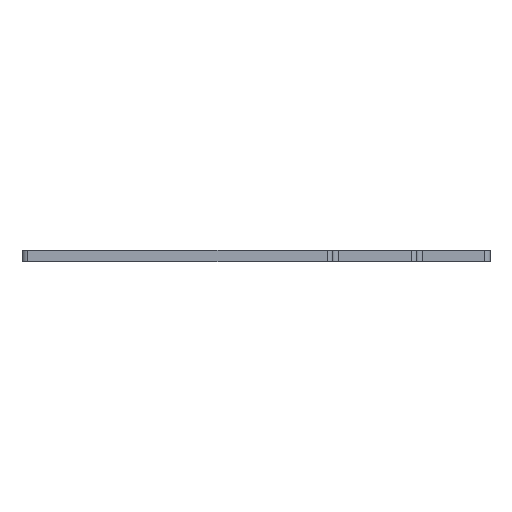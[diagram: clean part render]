
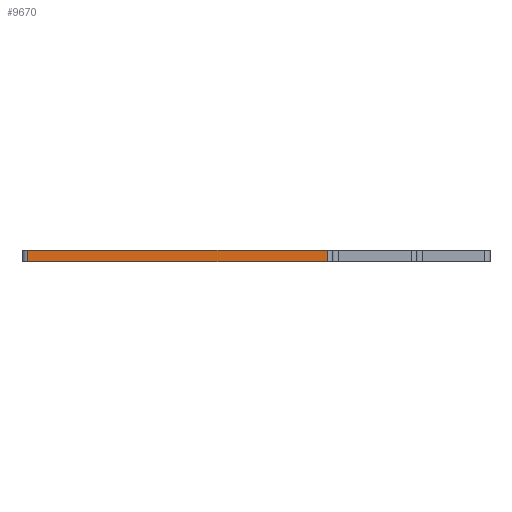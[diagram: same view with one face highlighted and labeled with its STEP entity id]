
A CAD part, left-side view. The second image highlights one B-rep face of the part: STEP entity #9670.
In plain terms, the highlighted planar face has unit normal (-1, 0, 0).
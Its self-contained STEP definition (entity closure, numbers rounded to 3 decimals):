
#84 = PLANE('',#85);
#85 = AXIS2_PLACEMENT_3D('',#86,#87,#88);
#86 = CARTESIAN_POINT('',(154.007,-99.904,1.576));
#87 = DIRECTION('',(-0.,-0.,-1.));
#88 = DIRECTION('',(-1.,0.,0.));
#143 = PLANE('',#144);
#144 = AXIS2_PLACEMENT_3D('',#145,#146,#147);
#145 = CARTESIAN_POINT('',(154.007,-99.904,0.));
#146 = DIRECTION('',(-0.,-0.,-1.));
#147 = DIRECTION('',(-1.,0.,0.));
#861 = VERTEX_POINT('',#862);
#862 = CARTESIAN_POINT('',(101.6,-111.506,0.));
#881 = CYLINDRICAL_SURFACE('',#882,0.762);
#882 = AXIS2_PLACEMENT_3D('',#883,#884,#885);
#883 = CARTESIAN_POINT('',(102.362,-111.506,0.));
#884 = DIRECTION('',(-0.,-0.,-1.));
#885 = DIRECTION('',(1.,0.,-0.));
#893 = EDGE_CURVE('',#861,#894,#896,.T.);
#894 = VERTEX_POINT('',#895);
#895 = CARTESIAN_POINT('',(101.6,-69.85,0.));
#896 = SURFACE_CURVE('',#897,(#901,#908),.PCURVE_S1.);
#897 = LINE('',#898,#899);
#898 = CARTESIAN_POINT('',(101.6,-111.506,0.));
#899 = VECTOR('',#900,1.);
#900 = DIRECTION('',(0.,1.,0.));
#901 = PCURVE('',#143,#902);
#902 = DEFINITIONAL_REPRESENTATION('',(#903),#907);
#903 = LINE('',#904,#905);
#904 = CARTESIAN_POINT('',(52.407,-11.602));
#905 = VECTOR('',#906,1.);
#906 = DIRECTION('',(0.,1.));
#907 = ( GEOMETRIC_REPRESENTATION_CONTEXT(2) 
PARAMETRIC_REPRESENTATION_CONTEXT() REPRESENTATION_CONTEXT('2D SPACE',''
  ) );
#908 = PCURVE('',#909,#914);
#909 = PLANE('',#910);
#910 = AXIS2_PLACEMENT_3D('',#911,#912,#913);
#911 = CARTESIAN_POINT('',(101.6,-111.506,0.));
#912 = DIRECTION('',(-1.,0.,0.));
#913 = DIRECTION('',(0.,1.,0.));
#914 = DEFINITIONAL_REPRESENTATION('',(#915),#919);
#915 = LINE('',#916,#917);
#916 = CARTESIAN_POINT('',(0.,0.));
#917 = VECTOR('',#918,1.);
#918 = DIRECTION('',(1.,0.));
#919 = ( GEOMETRIC_REPRESENTATION_CONTEXT(2) 
PARAMETRIC_REPRESENTATION_CONTEXT() REPRESENTATION_CONTEXT('2D SPACE',''
  ) );
#942 = CYLINDRICAL_SURFACE('',#943,0.762);
#943 = AXIS2_PLACEMENT_3D('',#944,#945,#946);
#944 = CARTESIAN_POINT('',(102.362,-69.85,0.));
#945 = DIRECTION('',(-0.,-0.,-1.));
#946 = DIRECTION('',(1.,0.,-0.));
#5568 = VERTEX_POINT('',#5569);
#5569 = CARTESIAN_POINT('',(101.6,-111.506,1.576));
#5595 = EDGE_CURVE('',#5568,#5596,#5598,.T.);
#5596 = VERTEX_POINT('',#5597);
#5597 = CARTESIAN_POINT('',(101.6,-69.85,1.576));
#5598 = SURFACE_CURVE('',#5599,(#5603,#5610),.PCURVE_S1.);
#5599 = LINE('',#5600,#5601);
#5600 = CARTESIAN_POINT('',(101.6,-111.506,1.576));
#5601 = VECTOR('',#5602,1.);
#5602 = DIRECTION('',(0.,1.,0.));
#5603 = PCURVE('',#84,#5604);
#5604 = DEFINITIONAL_REPRESENTATION('',(#5605),#5609);
#5605 = LINE('',#5606,#5607);
#5606 = CARTESIAN_POINT('',(52.407,-11.602));
#5607 = VECTOR('',#5608,1.);
#5608 = DIRECTION('',(0.,1.));
#5609 = ( GEOMETRIC_REPRESENTATION_CONTEXT(2) 
PARAMETRIC_REPRESENTATION_CONTEXT() REPRESENTATION_CONTEXT('2D SPACE',''
  ) );
#5610 = PCURVE('',#909,#5611);
#5611 = DEFINITIONAL_REPRESENTATION('',(#5612),#5616);
#5612 = LINE('',#5613,#5614);
#5613 = CARTESIAN_POINT('',(0.,-1.576));
#5614 = VECTOR('',#5615,1.);
#5615 = DIRECTION('',(1.,0.));
#5616 = ( GEOMETRIC_REPRESENTATION_CONTEXT(2) 
PARAMETRIC_REPRESENTATION_CONTEXT() REPRESENTATION_CONTEXT('2D SPACE',''
  ) );
#9622 = EDGE_CURVE('',#894,#5596,#9623,.T.);
#9623 = SURFACE_CURVE('',#9624,(#9628,#9635),.PCURVE_S1.);
#9624 = LINE('',#9625,#9626);
#9625 = CARTESIAN_POINT('',(101.6,-69.85,0.));
#9626 = VECTOR('',#9627,1.);
#9627 = DIRECTION('',(0.,0.,1.));
#9628 = PCURVE('',#942,#9629);
#9629 = DEFINITIONAL_REPRESENTATION('',(#9630),#9634);
#9630 = LINE('',#9631,#9632);
#9631 = CARTESIAN_POINT('',(-3.142,0.));
#9632 = VECTOR('',#9633,1.);
#9633 = DIRECTION('',(-0.,-1.));
#9634 = ( GEOMETRIC_REPRESENTATION_CONTEXT(2) 
PARAMETRIC_REPRESENTATION_CONTEXT() REPRESENTATION_CONTEXT('2D SPACE',''
  ) );
#9635 = PCURVE('',#909,#9636);
#9636 = DEFINITIONAL_REPRESENTATION('',(#9637),#9641);
#9637 = LINE('',#9638,#9639);
#9638 = CARTESIAN_POINT('',(41.656,0.));
#9639 = VECTOR('',#9640,1.);
#9640 = DIRECTION('',(0.,-1.));
#9641 = ( GEOMETRIC_REPRESENTATION_CONTEXT(2) 
PARAMETRIC_REPRESENTATION_CONTEXT() REPRESENTATION_CONTEXT('2D SPACE',''
  ) );
#9670 = ADVANCED_FACE('',(#9671),#909,.T.);
#9671 = FACE_BOUND('',#9672,.T.);
#9672 = EDGE_LOOP('',(#9673,#9694,#9695,#9696));
#9673 = ORIENTED_EDGE('',*,*,#9674,.T.);
#9674 = EDGE_CURVE('',#861,#5568,#9675,.T.);
#9675 = SURFACE_CURVE('',#9676,(#9680,#9687),.PCURVE_S1.);
#9676 = LINE('',#9677,#9678);
#9677 = CARTESIAN_POINT('',(101.6,-111.506,0.));
#9678 = VECTOR('',#9679,1.);
#9679 = DIRECTION('',(0.,0.,1.));
#9680 = PCURVE('',#909,#9681);
#9681 = DEFINITIONAL_REPRESENTATION('',(#9682),#9686);
#9682 = LINE('',#9683,#9684);
#9683 = CARTESIAN_POINT('',(0.,0.));
#9684 = VECTOR('',#9685,1.);
#9685 = DIRECTION('',(0.,-1.));
#9686 = ( GEOMETRIC_REPRESENTATION_CONTEXT(2) 
PARAMETRIC_REPRESENTATION_CONTEXT() REPRESENTATION_CONTEXT('2D SPACE',''
  ) );
#9687 = PCURVE('',#881,#9688);
#9688 = DEFINITIONAL_REPRESENTATION('',(#9689),#9693);
#9689 = LINE('',#9690,#9691);
#9690 = CARTESIAN_POINT('',(-3.142,0.));
#9691 = VECTOR('',#9692,1.);
#9692 = DIRECTION('',(-0.,-1.));
#9693 = ( GEOMETRIC_REPRESENTATION_CONTEXT(2) 
PARAMETRIC_REPRESENTATION_CONTEXT() REPRESENTATION_CONTEXT('2D SPACE',''
  ) );
#9694 = ORIENTED_EDGE('',*,*,#5595,.T.);
#9695 = ORIENTED_EDGE('',*,*,#9622,.F.);
#9696 = ORIENTED_EDGE('',*,*,#893,.F.);
